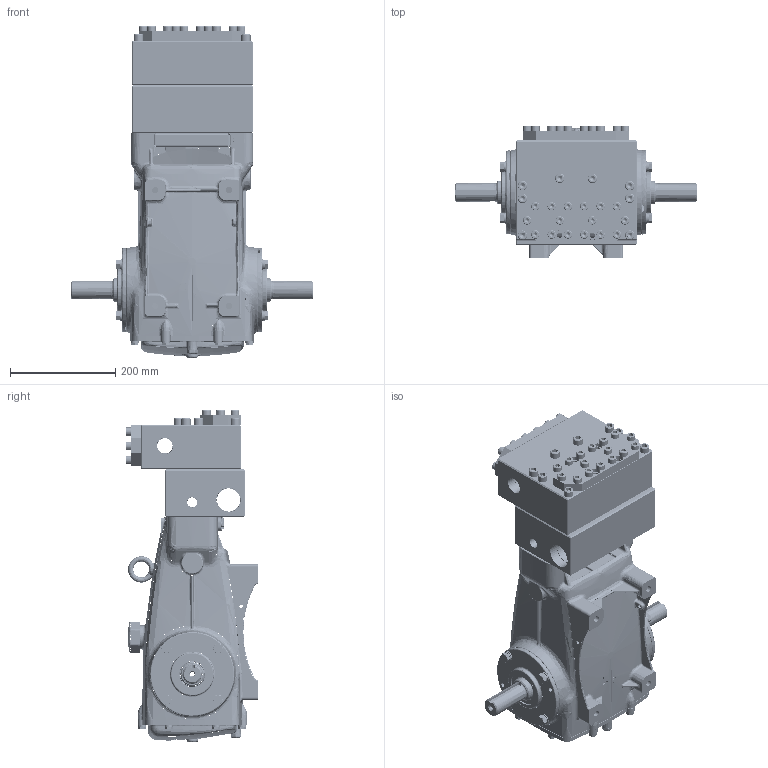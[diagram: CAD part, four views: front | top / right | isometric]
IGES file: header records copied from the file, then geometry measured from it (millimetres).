
Start section: SolidWorks IGES file using analytic representation for surfaces
Global section: file name: 3841K.IGS; native system: SolidWorks 2020; preprocessor: SolidWorks 2020; author: SAL; date: 201030.133149; units: inch
Bounding box: 460 x 251 x 631 mm (x, y, z)
Surface area: 970949.7 mm2 (no closed solid volume)
Topology: 0 solids, 0 shells, 2336 faces, 35154 edges, 35041 vertices
Faces by surface type: bspline 1505, revolution 831
